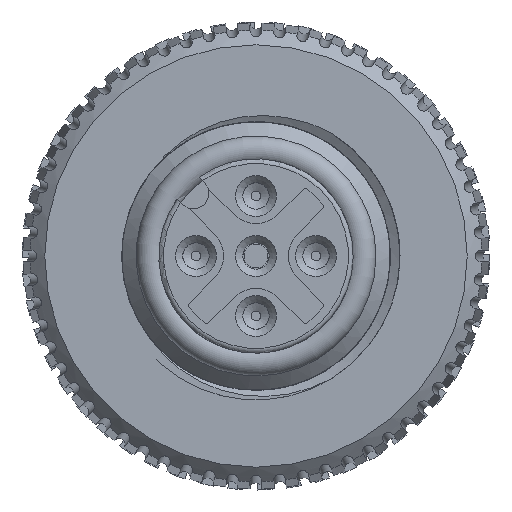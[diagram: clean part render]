
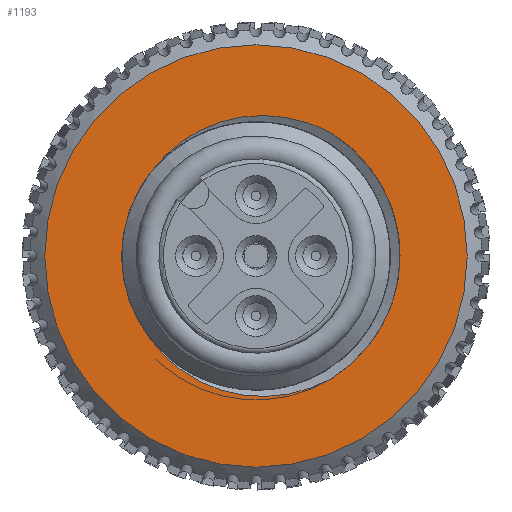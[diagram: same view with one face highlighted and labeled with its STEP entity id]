
A CAD part, left-side view. The second image highlights one B-rep face of the part: STEP entity #1193.
In plain terms, the highlighted planar face has unit normal (-1, 0, 0).
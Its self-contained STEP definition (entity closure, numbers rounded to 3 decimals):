
#1193=ADVANCED_FACE('',(#2068,#2069),#1612,.F.);
#1612=PLANE('',#9971);
#1834=B_SPLINE_CURVE_WITH_KNOTS('',3,(#17533,#17534,#17535,#17536,#17537,
#17538),.UNSPECIFIED.,.F.,.F.,(4,2,4),(0.,0.5,1.),.UNSPECIFIED.);
#1835=B_SPLINE_CURVE_WITH_KNOTS('',3,(#17539,#17540,#17541,#17542,#17543,
#17544),.UNSPECIFIED.,.F.,.F.,(4,2,4),(0.,0.5,1.),.UNSPECIFIED.);
#2068=FACE_BOUND('',#2447,.T.);
#2069=FACE_BOUND('',#2448,.T.);
#2447=EDGE_LOOP('',(#5317,#5318,#5319,#5320));
#2448=EDGE_LOOP('',(#5321));
#5317=ORIENTED_EDGE('',*,*,#8309,.T.);
#5318=ORIENTED_EDGE('',*,*,#8310,.T.);
#5319=ORIENTED_EDGE('',*,*,#8305,.F.);
#5320=ORIENTED_EDGE('',*,*,#8311,.T.);
#5321=ORIENTED_EDGE('',*,*,#8312,.T.);
#7120=VERTEX_POINT('',#17264);
#7121=VERTEX_POINT('',#17265);
#7124=VERTEX_POINT('',#17531);
#7125=VERTEX_POINT('',#17532);
#7126=VERTEX_POINT('',#17546);
#8305=EDGE_CURVE('',#7120,#7121,#9211,.T.);
#8309=EDGE_CURVE('',#7124,#7125,#9213,.T.);
#8310=EDGE_CURVE('',#7125,#7121,#1834,.T.);
#8311=EDGE_CURVE('',#7120,#7124,#1835,.T.);
#8312=EDGE_CURVE('',#7126,#7126,#9214,.T.);
#9211=CIRCLE('',#9966,5.6);
#9213=CIRCLE('',#9969,6.);
#9214=CIRCLE('',#9970,8.8);
#9966=AXIS2_PLACEMENT_3D('',#17263,#11966,#11967);
#9969=AXIS2_PLACEMENT_3D('',#17530,#11972,#11973);
#9970=AXIS2_PLACEMENT_3D('',#17545,#11974,#11975);
#9971=AXIS2_PLACEMENT_3D('',#17547,#11976,#11977);
#11966=DIRECTION('',(-1.,0.,0.));
#11967=DIRECTION('',(0.,0.,-1.));
#11972=DIRECTION('',(1.,0.,0.));
#11973=DIRECTION('',(0.,0.,-1.));
#11974=DIRECTION('',(-1.,0.,0.));
#11975=DIRECTION('',(0.,0.,-1.));
#11976=DIRECTION('',(1.,0.,0.));
#11977=DIRECTION('',(0.,0.,1.));
#17263=CARTESIAN_POINT('',(5.5,0.,0.));
#17264=CARTESIAN_POINT('',(5.5,4.394,3.472));
#17265=CARTESIAN_POINT('',(5.5,4.394,-3.472));
#17530=CARTESIAN_POINT('',(5.5,0.,0.));
#17531=CARTESIAN_POINT('',(5.5,-3.133,5.117));
#17532=CARTESIAN_POINT('',(5.5,-3.133,-5.117));
#17533=CARTESIAN_POINT('',(5.5,-3.133,-5.117));
#17534=CARTESIAN_POINT('',(5.5,-1.893,-5.8));
#17535=CARTESIAN_POINT('',(5.5,-0.416,-6.019));
#17536=CARTESIAN_POINT('',(5.5,2.313,-5.432));
#17537=CARTESIAN_POINT('',(5.5,3.572,-4.625));
#17538=CARTESIAN_POINT('',(5.5,4.394,-3.472));
#17539=CARTESIAN_POINT('',(5.5,4.394,3.472));
#17540=CARTESIAN_POINT('',(5.5,3.572,4.625));
#17541=CARTESIAN_POINT('',(5.5,2.312,5.433));
#17542=CARTESIAN_POINT('',(5.5,-0.419,6.019));
#17543=CARTESIAN_POINT('',(5.5,-1.893,5.8));
#17544=CARTESIAN_POINT('',(5.5,-3.133,5.117));
#17545=CARTESIAN_POINT('',(5.5,0.,0.));
#17546=CARTESIAN_POINT('',(5.5,0.,-8.8));
#17547=CARTESIAN_POINT('',(5.5,0.,0.));
